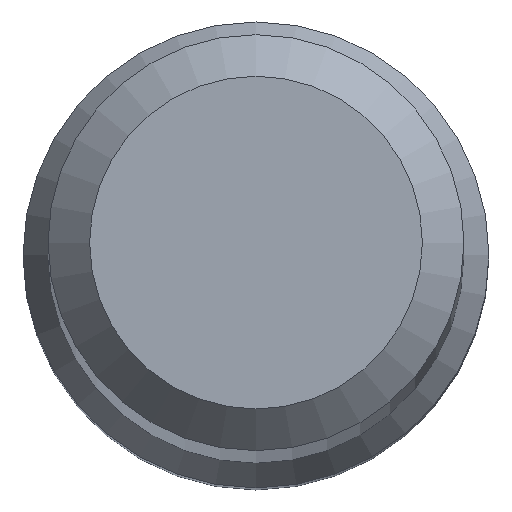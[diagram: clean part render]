
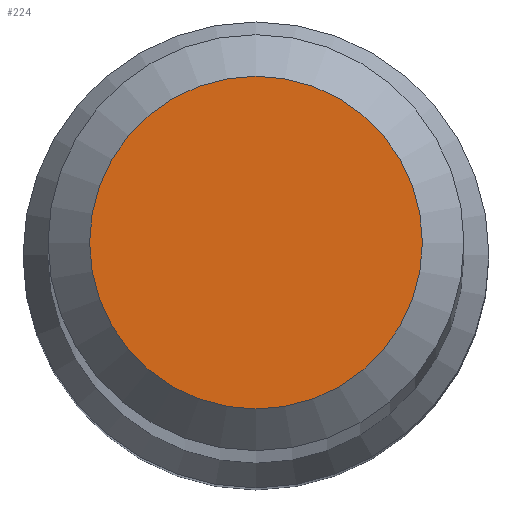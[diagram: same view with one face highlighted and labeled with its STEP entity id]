
A CAD part, top view. The second image highlights one B-rep face of the part: STEP entity #224.
In plain terms, the highlighted planar face has unit normal (0, 0, 1).
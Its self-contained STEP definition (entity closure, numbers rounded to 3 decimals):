
#6 = EDGE_LOOP ( 'NONE', ( #41 ) ) ;
#29 = CARTESIAN_POINT ( 'NONE',  ( 0., 1.6, 80. ) ) ;
#41 = ORIENTED_EDGE ( 'NONE', *, *, #155, .F. ) ;
#49 = PLANE ( 'NONE',  #111 ) ;
#60 = CIRCLE ( 'NONE', #95, 1.6 ) ;
#86 = CARTESIAN_POINT ( 'NONE',  ( 0., 0., 80. ) ) ;
#95 = AXIS2_PLACEMENT_3D ( 'NONE', #86, #108, #238 ) ;
#108 = DIRECTION ( 'NONE',  ( 0., 0., -1. ) ) ;
#110 = DIRECTION ( 'NONE',  ( 0., 0., -1. ) ) ;
#111 = AXIS2_PLACEMENT_3D ( 'NONE', #125, #110, #129 ) ;
#125 = CARTESIAN_POINT ( 'NONE',  ( 0., 0., 80. ) ) ;
#129 = DIRECTION ( 'NONE',  ( 0., 1., 0. ) ) ;
#155 = EDGE_CURVE ( 'NONE', #185, #185, #60, .T. ) ;
#185 = VERTEX_POINT ( 'NONE', #29 ) ;
#203 = FACE_OUTER_BOUND ( 'NONE', #6, .T. ) ;
#224 = ADVANCED_FACE ( 'NONE', ( #203 ), #49, .F. ) ;
#238 = DIRECTION ( 'NONE',  ( 0., 1., 0. ) ) ;
